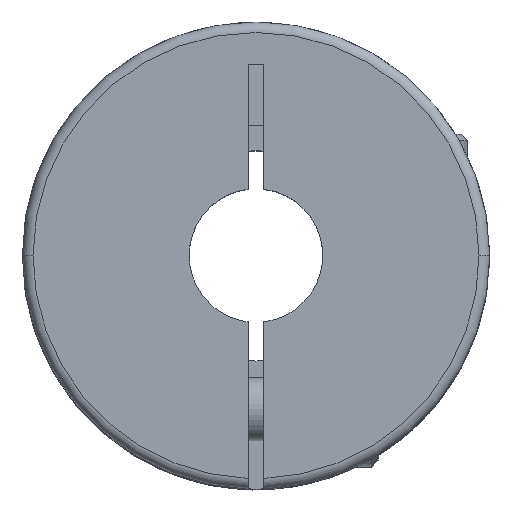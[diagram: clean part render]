
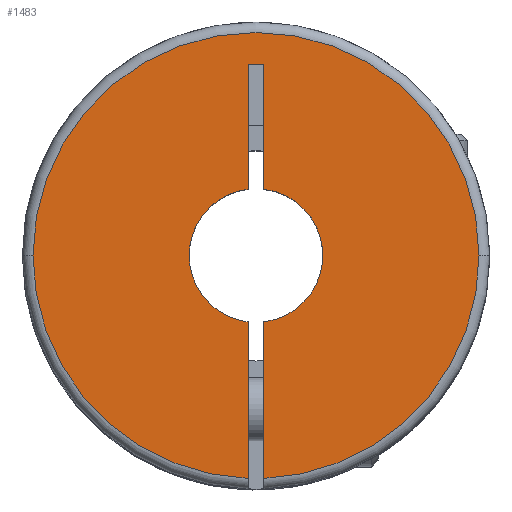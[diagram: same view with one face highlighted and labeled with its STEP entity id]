
A CAD part, top view. The second image highlights one B-rep face of the part: STEP entity #1483.
In plain terms, the highlighted planar face has unit normal (0, 0, 1).
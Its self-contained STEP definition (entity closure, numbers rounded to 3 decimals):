
#9 = CIRCLE ( 'NONE', #3242, 10.6 ) ;
#27 = LINE ( 'NONE', #3361, #368 ) ;
#59 = CARTESIAN_POINT ( 'NONE',  ( 0., 0., 0. ) ) ;
#65 = CARTESIAN_POINT ( 'NONE',  ( 0., 0., 0. ) ) ;
#277 = DIRECTION ( 'NONE',  ( 0., 0., -1. ) ) ;
#293 = CARTESIAN_POINT ( 'NONE',  ( 0., 0., 0. ) ) ;
#321 = CARTESIAN_POINT ( 'NONE',  ( 0.375, -3.153, 0. ) ) ;
#368 = VECTOR ( 'NONE', #605, 1000. ) ;
#504 = CARTESIAN_POINT ( 'NONE',  ( 0.375, -11.1, 0. ) ) ;
#516 = CARTESIAN_POINT ( 'NONE',  ( -3.175, 0., 0. ) ) ;
#522 = VERTEX_POINT ( 'NONE', #2810 ) ;
#600 = ORIENTED_EDGE ( 'NONE', *, *, #2559, .F. ) ;
#605 = DIRECTION ( 'NONE',  ( 0., 1., 0. ) ) ;
#710 = LINE ( 'NONE', #1961, #2149 ) ;
#765 = CARTESIAN_POINT ( 'NONE',  ( 0.375, -10.593, 0. ) ) ;
#767 = CARTESIAN_POINT ( 'NONE',  ( 0.375, 9.1, 0. ) ) ;
#771 = DIRECTION ( 'NONE',  ( 0., -1., 0. ) ) ;
#823 = AXIS2_PLACEMENT_3D ( 'NONE', #3282, #3540, #831 ) ;
#824 = EDGE_CURVE ( 'NONE', #992, #2514, #27, .T. ) ;
#831 = DIRECTION ( 'NONE',  ( -1., 0., 0. ) ) ;
#853 = DIRECTION ( 'NONE',  ( 0., -1., 0. ) ) ;
#858 = DIRECTION ( 'NONE',  ( 0., 1., 0. ) ) ;
#920 = DIRECTION ( 'NONE',  ( -1., 0., 0. ) ) ;
#933 = DIRECTION ( 'NONE',  ( -1., 0., 0. ) ) ;
#992 = VERTEX_POINT ( 'NONE', #1976 ) ;
#1183 = FACE_OUTER_BOUND ( 'NONE', #2892, .T. ) ;
#1193 = DIRECTION ( 'NONE',  ( 0., 0., -1. ) ) ;
#1203 = CARTESIAN_POINT ( 'NONE',  ( 0., 0., 0. ) ) ;
#1212 = ORIENTED_EDGE ( 'NONE', *, *, #824, .F. ) ;
#1288 = CIRCLE ( 'NONE', #3507, 3.175 ) ;
#1423 = VERTEX_POINT ( 'NONE', #3213 ) ;
#1463 = ORIENTED_EDGE ( 'NONE', *, *, #2948, .T. ) ;
#1483 = ADVANCED_FACE ( 'NONE', ( #1183 ), #2650, .F. ) ;
#1545 = DIRECTION ( 'NONE',  ( 0., 0., -1. ) ) ;
#1583 = CIRCLE ( 'NONE', #3808, 3.175 ) ;
#1589 = DIRECTION ( 'NONE',  ( -1., 0., 0. ) ) ;
#1601 = AXIS2_PLACEMENT_3D ( 'NONE', #59, #1545, #933 ) ;
#1692 = VERTEX_POINT ( 'NONE', #1943 ) ;
#1729 = VECTOR ( 'NONE', #1958, 1000. ) ;
#1745 = ORIENTED_EDGE ( 'NONE', *, *, #1783, .F. ) ;
#1783 = EDGE_CURVE ( 'NONE', #2995, #1423, #710, .T. ) ;
#1792 = VERTEX_POINT ( 'NONE', #516 ) ;
#1848 = EDGE_CURVE ( 'NONE', #3177, #2171, #3041, .T. ) ;
#1921 = CARTESIAN_POINT ( 'NONE',  ( -0.375, -3.153, 0. ) ) ;
#1943 = CARTESIAN_POINT ( 'NONE',  ( -10.6, 0., 0. ) ) ;
#1958 = DIRECTION ( 'NONE',  ( -1., 0., 0. ) ) ;
#1961 = CARTESIAN_POINT ( 'NONE',  ( -0.375, 9.1, 0. ) ) ;
#1976 = CARTESIAN_POINT ( 'NONE',  ( 0.375, 3.153, 0. ) ) ;
#1979 = LINE ( 'NONE', #3132, #3127 ) ;
#1987 = ORIENTED_EDGE ( 'NONE', *, *, #3596, .F. ) ;
#2084 = AXIS2_PLACEMENT_3D ( 'NONE', #293, #277, #853 ) ;
#2094 = DIRECTION ( 'NONE',  ( -1., 0., 0. ) ) ;
#2149 = VECTOR ( 'NONE', #771, 1000. ) ;
#2171 = VERTEX_POINT ( 'NONE', #765 ) ;
#2188 = CARTESIAN_POINT ( 'NONE',  ( -0.375, 9.1, 0. ) ) ;
#2238 = CARTESIAN_POINT ( 'NONE',  ( 10.6, 0., 0. ) ) ;
#2297 = CIRCLE ( 'NONE', #1601, 10.6 ) ;
#2322 = EDGE_CURVE ( 'NONE', #2995, #1792, #1583, .T. ) ;
#2377 = VERTEX_POINT ( 'NONE', #2188 ) ;
#2384 = CARTESIAN_POINT ( 'NONE',  ( 0., 0., 0. ) ) ;
#2413 = VERTEX_POINT ( 'NONE', #321 ) ;
#2475 = CARTESIAN_POINT ( 'NONE',  ( 0., 0., 0. ) ) ;
#2491 = DIRECTION ( 'NONE',  ( 0., -1., 0. ) ) ;
#2514 = VERTEX_POINT ( 'NONE', #3162 ) ;
#2559 = EDGE_CURVE ( 'NONE', #2171, #2413, #2977, .T. ) ;
#2571 = LINE ( 'NONE', #767, #1729 ) ;
#2650 = PLANE ( 'NONE',  #2084 ) ;
#2699 = EDGE_CURVE ( 'NONE', #1692, #3177, #2297, .T. ) ;
#2744 = ORIENTED_EDGE ( 'NONE', *, *, #3575, .F. ) ;
#2810 = CARTESIAN_POINT ( 'NONE',  ( -0.375, 3.153, 0. ) ) ;
#2823 = EDGE_CURVE ( 'NONE', #1423, #1692, #9, .T. ) ;
#2841 = ORIENTED_EDGE ( 'NONE', *, *, #2823, .F. ) ;
#2891 = ORIENTED_EDGE ( 'NONE', *, *, #2322, .T. ) ;
#2892 = EDGE_LOOP ( 'NONE', ( #2841, #1745, #2891, #1463, #1987, #2744, #1212, #3459, #600, #3692, #3136 ) ) ;
#2948 = EDGE_CURVE ( 'NONE', #1792, #522, #3690, .T. ) ;
#2977 = LINE ( 'NONE', #504, #3673 ) ;
#2995 = VERTEX_POINT ( 'NONE', #1921 ) ;
#3041 = CIRCLE ( 'NONE', #823, 10.6 ) ;
#3127 = VECTOR ( 'NONE', #2491, 1000. ) ;
#3132 = CARTESIAN_POINT ( 'NONE',  ( -0.375, 9.1, 0. ) ) ;
#3136 = ORIENTED_EDGE ( 'NONE', *, *, #2699, .F. ) ;
#3162 = CARTESIAN_POINT ( 'NONE',  ( 0.375, 9.1, 0. ) ) ;
#3177 = VERTEX_POINT ( 'NONE', #2238 ) ;
#3213 = CARTESIAN_POINT ( 'NONE',  ( -0.375, -10.593, 0. ) ) ;
#3242 = AXIS2_PLACEMENT_3D ( 'NONE', #2475, #3737, #1589 ) ;
#3282 = CARTESIAN_POINT ( 'NONE',  ( 0., 0., 0. ) ) ;
#3361 = CARTESIAN_POINT ( 'NONE',  ( 0.375, -11.1, 0. ) ) ;
#3368 = AXIS2_PLACEMENT_3D ( 'NONE', #1203, #3623, #3880 ) ;
#3459 = ORIENTED_EDGE ( 'NONE', *, *, #3842, .T. ) ;
#3507 = AXIS2_PLACEMENT_3D ( 'NONE', #2384, #3595, #2094 ) ;
#3540 = DIRECTION ( 'NONE',  ( 0., 0., -1. ) ) ;
#3575 = EDGE_CURVE ( 'NONE', #2514, #2377, #2571, .T. ) ;
#3595 = DIRECTION ( 'NONE',  ( 0., 0., -1. ) ) ;
#3596 = EDGE_CURVE ( 'NONE', #2377, #522, #1979, .T. ) ;
#3623 = DIRECTION ( 'NONE',  ( 0., 0., -1. ) ) ;
#3673 = VECTOR ( 'NONE', #858, 1000. ) ;
#3690 = CIRCLE ( 'NONE', #3368, 3.175 ) ;
#3692 = ORIENTED_EDGE ( 'NONE', *, *, #1848, .F. ) ;
#3737 = DIRECTION ( 'NONE',  ( 0., 0., -1. ) ) ;
#3808 = AXIS2_PLACEMENT_3D ( 'NONE', #65, #1193, #920 ) ;
#3842 = EDGE_CURVE ( 'NONE', #992, #2413, #1288, .T. ) ;
#3880 = DIRECTION ( 'NONE',  ( -1., 0., 0. ) ) ;
